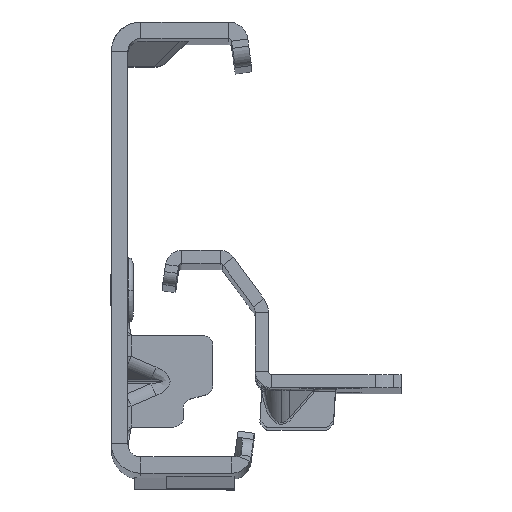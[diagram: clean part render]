
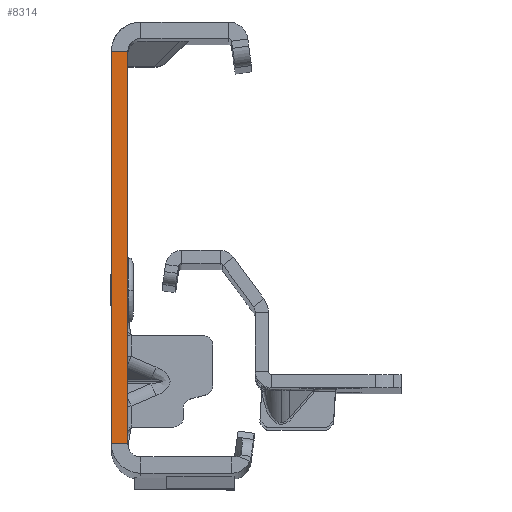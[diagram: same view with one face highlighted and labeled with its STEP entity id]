
A CAD part, top view. The second image highlights one B-rep face of the part: STEP entity #8314.
In plain terms, the highlighted planar face has unit normal (0, 0, 1).
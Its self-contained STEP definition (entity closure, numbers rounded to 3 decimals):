
#20 = DIRECTION ( 'NONE',  ( 0., 0., 1. ) ) ;
#53 = EDGE_CURVE ( 'NONE', #11204, #8836, #4372, .T. ) ;
#126 = EDGE_LOOP ( 'NONE', ( #17779, #23596, #2555, #14884 ) ) ;
#2433 = VERTEX_POINT ( 'NONE', #18609 ) ;
#2530 = DIRECTION ( 'NONE',  ( 0., -1., 0. ) ) ;
#2555 = ORIENTED_EDGE ( 'NONE', *, *, #53, .T. ) ;
#3020 = LINE ( 'NONE', #4749, #17741 ) ;
#3206 = EDGE_CURVE ( 'NONE', #2433, #8836, #3020, .T. ) ;
#4372 = LINE ( 'NONE', #19414, #15654 ) ;
#4749 = CARTESIAN_POINT ( 'NONE',  ( 0., -30., 0. ) ) ;
#4897 = PLANE ( 'NONE',  #20707 ) ;
#6730 = DIRECTION ( 'NONE',  ( -1., 0., 0. ) ) ;
#8106 = DIRECTION ( 'NONE',  ( -1., 0., 0. ) ) ;
#8314 = ADVANCED_FACE ( 'NONE', ( #21915 ), #4897, .T. ) ;
#8836 = VERTEX_POINT ( 'NONE', #22667 ) ;
#8994 = LINE ( 'NONE', #16458, #16384 ) ;
#10452 = CARTESIAN_POINT ( 'NONE',  ( 0., 30., 0. ) ) ;
#11204 = VERTEX_POINT ( 'NONE', #20457 ) ;
#11228 = DIRECTION ( 'NONE',  ( 1., 0., 0. ) ) ;
#11509 = EDGE_CURVE ( 'NONE', #12958, #2433, #8994, .T. ) ;
#12472 = CARTESIAN_POINT ( 'NONE',  ( -2.5, -32., 0. ) ) ;
#12946 = EDGE_CURVE ( 'NONE', #12958, #11204, #13682, .T. ) ;
#12958 = VERTEX_POINT ( 'NONE', #10452 ) ;
#13682 = LINE ( 'NONE', #17553, #19641 ) ;
#14819 = DIRECTION ( 'NONE',  ( 0., -1., 0. ) ) ;
#14884 = ORIENTED_EDGE ( 'NONE', *, *, #3206, .F. ) ;
#15654 = VECTOR ( 'NONE', #2530, 1000. ) ;
#16384 = VECTOR ( 'NONE', #14819, 1000. ) ;
#16458 = CARTESIAN_POINT ( 'NONE',  ( 0., -32., 0. ) ) ;
#17553 = CARTESIAN_POINT ( 'NONE',  ( 0., 30., 0. ) ) ;
#17741 = VECTOR ( 'NONE', #6730, 1000. ) ;
#17779 = ORIENTED_EDGE ( 'NONE', *, *, #11509, .F. ) ;
#18609 = CARTESIAN_POINT ( 'NONE',  ( 0., -30., 0. ) ) ;
#19414 = CARTESIAN_POINT ( 'NONE',  ( -2.5, -32., 0. ) ) ;
#19641 = VECTOR ( 'NONE', #8106, 1000. ) ;
#20457 = CARTESIAN_POINT ( 'NONE',  ( -2.5, 30., 0. ) ) ;
#20707 = AXIS2_PLACEMENT_3D ( 'NONE', #12472, #20, #11228 ) ;
#21915 = FACE_OUTER_BOUND ( 'NONE', #126, .T. ) ;
#22667 = CARTESIAN_POINT ( 'NONE',  ( -2.5, -30., 0. ) ) ;
#23596 = ORIENTED_EDGE ( 'NONE', *, *, #12946, .T. ) ;
